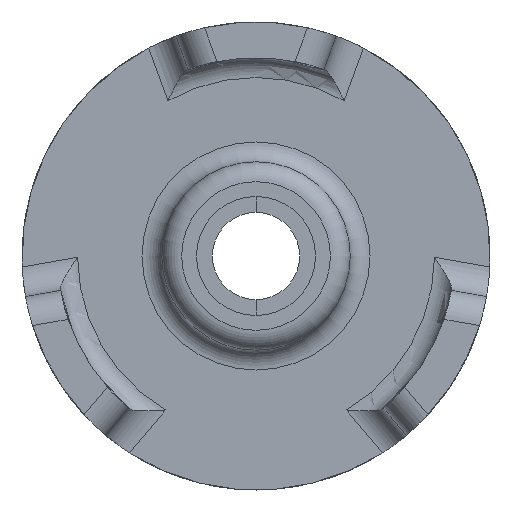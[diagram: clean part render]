
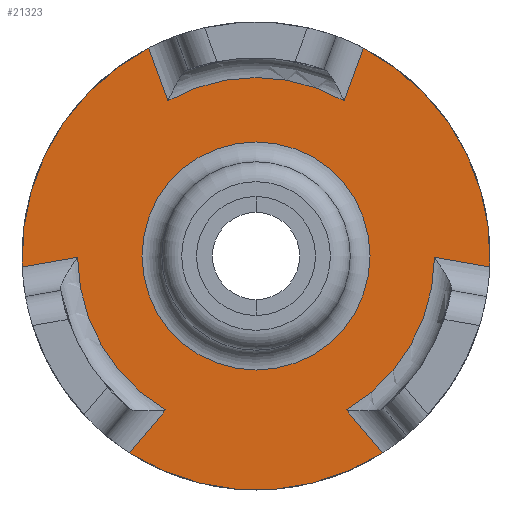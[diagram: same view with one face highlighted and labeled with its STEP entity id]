
A CAD part, front view. The second image highlights one B-rep face of the part: STEP entity #21323.
In plain terms, the highlighted planar face has unit normal (0, -1, 0).
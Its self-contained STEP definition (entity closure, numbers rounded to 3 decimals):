
#118 = ORIENTED_EDGE ( 'NONE', *, *, #9456, .T. ) ;
#130 = ORIENTED_EDGE ( 'NONE', *, *, #15615, .T. ) ;
#617 = DIRECTION ( 'NONE',  ( 0., 0., -1. ) ) ;
#675 = CARTESIAN_POINT ( 'NONE',  ( -1.149, -4., -0.964 ) ) ;
#987 = PLANE ( 'NONE',  #17532 ) ;
#1253 = CARTESIAN_POINT ( 'NONE',  ( -6.374, -4., -9.93 ) ) ;
#1307 = DIRECTION ( 'NONE',  ( 0., 0., -1. ) ) ;
#1413 = LINE ( 'NONE', #12697, #13909 ) ;
#1414 = VERTEX_POINT ( 'NONE', #15522 ) ;
#1442 = DIRECTION ( 'NONE',  ( 0., 0., -1. ) ) ;
#1508 = EDGE_CURVE ( 'NONE', #1414, #23295, #10626, .T. ) ;
#1521 = CARTESIAN_POINT ( 'NONE',  ( 5.413, -4., 10.486 ) ) ;
#1534 = CIRCLE ( 'NONE', #17361, 5.75 ) ;
#1650 = DIRECTION ( 'NONE',  ( 0.985, 0., -0.174 ) ) ;
#2261 = VECTOR ( 'NONE', #1650, 1000. ) ;
#2920 = VERTEX_POINT ( 'NONE', #7555 ) ;
#3269 = CARTESIAN_POINT ( 'NONE',  ( 0.26, -4., 1.477 ) ) ;
#3326 = CARTESIAN_POINT ( 'NONE',  ( -4.445, -4., 7.826 ) ) ;
#3335 = LINE ( 'NONE', #22317, #23867 ) ;
#3340 = CARTESIAN_POINT ( 'NONE',  ( 9., -4., -0.064 ) ) ;
#3385 = EDGE_CURVE ( 'NONE', #4994, #1414, #3391, .T. ) ;
#3391 = LINE ( 'NONE', #3269, #2261 ) ;
#3825 = CARTESIAN_POINT ( 'NONE',  ( -9., -4., -0.064 ) ) ;
#3940 = CIRCLE ( 'NONE', #8719, 11.8 ) ;
#4359 = ORIENTED_EDGE ( 'NONE', *, *, #7466, .T. ) ;
#4661 = EDGE_CURVE ( 'NONE', #17177, #8547, #10620, .T. ) ;
#4837 = DIRECTION ( 'NONE',  ( 0., 0., -1. ) ) ;
#4849 = VECTOR ( 'NONE', #12761, 1000. ) ;
#4994 = VERTEX_POINT ( 'NONE', #3340 ) ;
#5068 = LINE ( 'NONE', #14617, #4849 ) ;
#5406 = CARTESIAN_POINT ( 'NONE',  ( 0., -4., 0. ) ) ;
#5833 = AXIS2_PLACEMENT_3D ( 'NONE', #13916, #6341, #21486 ) ;
#6065 = CARTESIAN_POINT ( 'NONE',  ( 0., -4., 0. ) ) ;
#6273 = DIRECTION ( 'NONE',  ( 0., -1., 0. ) ) ;
#6341 = DIRECTION ( 'NONE',  ( 0., -1., 0. ) ) ;
#6467 = ORIENTED_EDGE ( 'NONE', *, *, #10095, .T. ) ;
#6683 = EDGE_LOOP ( 'NONE', ( #130, #7596, #16850, #13922, #7369, #8426, #16476, #6467, #10915, #118, #18778, #4359 ) ) ;
#7369 = ORIENTED_EDGE ( 'NONE', *, *, #20781, .T. ) ;
#7466 = EDGE_CURVE ( 'NONE', #8830, #11194, #3940, .T. ) ;
#7493 = CARTESIAN_POINT ( 'NONE',  ( -4.555, -4., -7.762 ) ) ;
#7555 = CARTESIAN_POINT ( 'NONE',  ( -11.787, -4., -0.555 ) ) ;
#7596 = ORIENTED_EDGE ( 'NONE', *, *, #13592, .T. ) ;
#7976 = AXIS2_PLACEMENT_3D ( 'NONE', #23082, #9932, #617 ) ;
#7987 = EDGE_LOOP ( 'NONE', ( #11921 ) ) ;
#8071 = CARTESIAN_POINT ( 'NONE',  ( 0., -4., 0. ) ) ;
#8426 = ORIENTED_EDGE ( 'NONE', *, *, #4661, .T. ) ;
#8547 = VERTEX_POINT ( 'NONE', #3326 ) ;
#8552 = DIRECTION ( 'NONE',  ( 0., -1., 0. ) ) ;
#8576 = CARTESIAN_POINT ( 'NONE',  ( 4.555, -4., -7.762 ) ) ;
#8719 = AXIS2_PLACEMENT_3D ( 'NONE', #12590, #6273, #1307 ) ;
#8761 = CIRCLE ( 'NONE', #15093, 9. ) ;
#8802 = FACE_OUTER_BOUND ( 'NONE', #6683, .T. ) ;
#8830 = VERTEX_POINT ( 'NONE', #1253 ) ;
#8973 = DIRECTION ( 'NONE',  ( 0.985, 0., 0.174 ) ) ;
#9456 = EDGE_CURVE ( 'NONE', #15409, #14840, #12722, .T. ) ;
#9466 = VECTOR ( 'NONE', #19992, 1000. ) ;
#9932 = DIRECTION ( 'NONE',  ( 0., -1., 0. ) ) ;
#10095 = EDGE_CURVE ( 'NONE', #12723, #2920, #21870, .T. ) ;
#10430 = CARTESIAN_POINT ( 'NONE',  ( -1.41, -4., -0.513 ) ) ;
#10545 = FACE_BOUND ( 'NONE', #7987, .T. ) ;
#10620 = CIRCLE ( 'NONE', #16947, 9. ) ;
#10626 = CIRCLE ( 'NONE', #5833, 11.8 ) ;
#10704 = VERTEX_POINT ( 'NONE', #8576 ) ;
#10912 = CARTESIAN_POINT ( 'NONE',  ( 6.374, -4., -9.93 ) ) ;
#10915 = ORIENTED_EDGE ( 'NONE', *, *, #12051, .T. ) ;
#11194 = VERTEX_POINT ( 'NONE', #10912 ) ;
#11921 = ORIENTED_EDGE ( 'NONE', *, *, #15224, .T. ) ;
#11926 = AXIS2_PLACEMENT_3D ( 'NONE', #5406, #22411, #1442 ) ;
#12051 = EDGE_CURVE ( 'NONE', #2920, #15409, #1413, .T. ) ;
#12281 = DIRECTION ( 'NONE',  ( 0., 1., 0. ) ) ;
#12590 = CARTESIAN_POINT ( 'NONE',  ( 0., -4., 0. ) ) ;
#12697 = CARTESIAN_POINT ( 'NONE',  ( -0.26, -4., 1.477 ) ) ;
#12722 = CIRCLE ( 'NONE', #11926, 9. ) ;
#12723 = VERTEX_POINT ( 'NONE', #23145 ) ;
#12761 = DIRECTION ( 'NONE',  ( -0.643, 0., -0.766 ) ) ;
#13592 = EDGE_CURVE ( 'NONE', #10704, #4994, #8761, .T. ) ;
#13767 = VERTEX_POINT ( 'NONE', #15875 ) ;
#13909 = VECTOR ( 'NONE', #8973, 1000. ) ;
#13916 = CARTESIAN_POINT ( 'NONE',  ( 0., -4., 0. ) ) ;
#13922 = ORIENTED_EDGE ( 'NONE', *, *, #1508, .T. ) ;
#14617 = CARTESIAN_POINT ( 'NONE',  ( 1.149, -4., -0.964 ) ) ;
#14840 = VERTEX_POINT ( 'NONE', #7493 ) ;
#15093 = AXIS2_PLACEMENT_3D ( 'NONE', #8071, #23327, #19137 ) ;
#15224 = EDGE_CURVE ( 'NONE', #13767, #13767, #1534, .T. ) ;
#15363 = EDGE_CURVE ( 'NONE', #8547, #12723, #23695, .T. ) ;
#15409 = VERTEX_POINT ( 'NONE', #3825 ) ;
#15522 = CARTESIAN_POINT ( 'NONE',  ( 11.787, -4., -0.555 ) ) ;
#15615 = EDGE_CURVE ( 'NONE', #11194, #10704, #16313, .T. ) ;
#15875 = CARTESIAN_POINT ( 'NONE',  ( 0., -4., -5.75 ) ) ;
#16313 = LINE ( 'NONE', #675, #22555 ) ;
#16476 = ORIENTED_EDGE ( 'NONE', *, *, #15363, .T. ) ;
#16850 = ORIENTED_EDGE ( 'NONE', *, *, #3385, .T. ) ;
#16947 = AXIS2_PLACEMENT_3D ( 'NONE', #19456, #17344, #20849 ) ;
#17177 = VERTEX_POINT ( 'NONE', #21797 ) ;
#17344 = DIRECTION ( 'NONE',  ( 0., -1., 0. ) ) ;
#17361 = AXIS2_PLACEMENT_3D ( 'NONE', #6065, #12281, #19729 ) ;
#17532 = AXIS2_PLACEMENT_3D ( 'NONE', #21709, #8552, #4837 ) ;
#18778 = ORIENTED_EDGE ( 'NONE', *, *, #20750, .T. ) ;
#19137 = DIRECTION ( 'NONE',  ( 0., 0., -1. ) ) ;
#19456 = CARTESIAN_POINT ( 'NONE',  ( 0., -4., 0. ) ) ;
#19541 = DIRECTION ( 'NONE',  ( -0.643, 0., 0.766 ) ) ;
#19729 = DIRECTION ( 'NONE',  ( 0., 0., -1. ) ) ;
#19992 = DIRECTION ( 'NONE',  ( -0.342, 0., 0.94 ) ) ;
#20459 = DIRECTION ( 'NONE',  ( -0.342, 0., -0.94 ) ) ;
#20750 = EDGE_CURVE ( 'NONE', #14840, #8830, #5068, .T. ) ;
#20781 = EDGE_CURVE ( 'NONE', #23295, #17177, #3335, .T. ) ;
#20849 = DIRECTION ( 'NONE',  ( 0., 0., -1. ) ) ;
#21323 = ADVANCED_FACE ( 'NONE', ( #10545, #8802 ), #987, .T. ) ;
#21486 = DIRECTION ( 'NONE',  ( 0., 0., -1. ) ) ;
#21709 = CARTESIAN_POINT ( 'NONE',  ( 0., -4., 0. ) ) ;
#21797 = CARTESIAN_POINT ( 'NONE',  ( 4.445, -4., 7.826 ) ) ;
#21870 = CIRCLE ( 'NONE', #7976, 11.8 ) ;
#22317 = CARTESIAN_POINT ( 'NONE',  ( 1.41, -4., -0.513 ) ) ;
#22411 = DIRECTION ( 'NONE',  ( 0., -1., 0. ) ) ;
#22555 = VECTOR ( 'NONE', #19541, 1000. ) ;
#23082 = CARTESIAN_POINT ( 'NONE',  ( 0., -4., 0. ) ) ;
#23145 = CARTESIAN_POINT ( 'NONE',  ( -5.413, -4., 10.486 ) ) ;
#23295 = VERTEX_POINT ( 'NONE', #1521 ) ;
#23327 = DIRECTION ( 'NONE',  ( 0., -1., 0. ) ) ;
#23695 = LINE ( 'NONE', #10430, #9466 ) ;
#23867 = VECTOR ( 'NONE', #20459, 1000. ) ;
